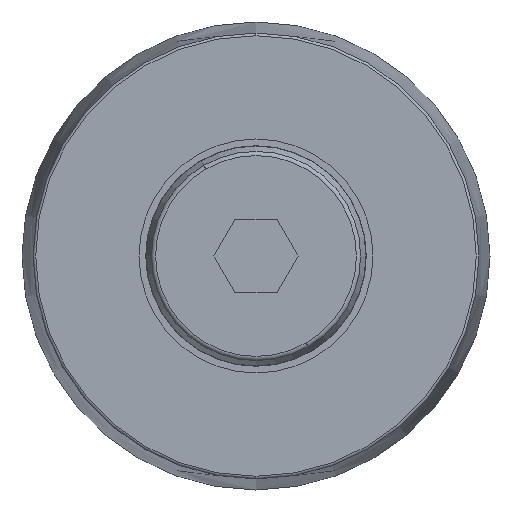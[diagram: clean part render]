
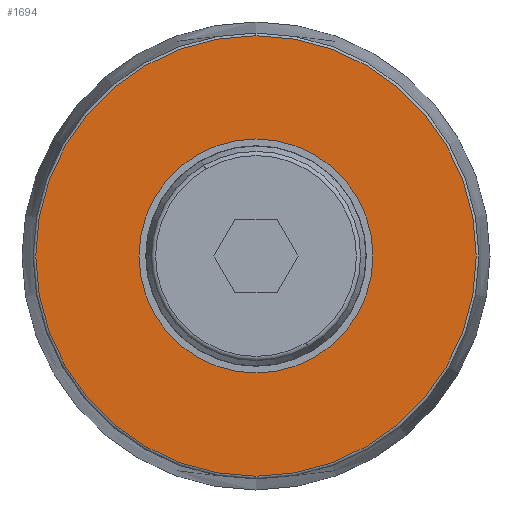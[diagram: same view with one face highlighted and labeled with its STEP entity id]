
A CAD part, left-side view. The second image highlights one B-rep face of the part: STEP entity #1694.
In plain terms, the highlighted planar face has unit normal (-1, 0, 0).
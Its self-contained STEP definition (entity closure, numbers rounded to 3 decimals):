
#156 = EDGE_CURVE ( 'NONE', #404, #1819, #431, .T. ) ;
#164 = AXIS2_PLACEMENT_3D ( 'NONE', #4127, #2396, #363 ) ;
#324 = EDGE_CURVE ( 'NONE', #3278, #2732, #2931, .T. ) ;
#363 = DIRECTION ( 'NONE',  ( 0., 0., -1. ) ) ;
#376 = CARTESIAN_POINT ( 'NONE',  ( 0., 0., 0. ) ) ;
#404 = VERTEX_POINT ( 'NONE', #2126 ) ;
#431 = CIRCLE ( 'NONE', #2430, 13. ) ;
#436 = EDGE_CURVE ( 'NONE', #1819, #404, #2872, .T. ) ;
#463 = FACE_OUTER_BOUND ( 'NONE', #1247, .T. ) ;
#470 = DIRECTION ( 'NONE',  ( -1., 0., 0. ) ) ;
#487 = CARTESIAN_POINT ( 'NONE',  ( 0., 0., 0. ) ) ;
#520 = FACE_BOUND ( 'NONE', #3566, .T. ) ;
#547 = PLANE ( 'NONE',  #1378 ) ;
#912 = CARTESIAN_POINT ( 'NONE',  ( 0., 0., 24.472 ) ) ;
#1009 = DIRECTION ( 'NONE',  ( 0., 0., 1. ) ) ;
#1142 = CARTESIAN_POINT ( 'NONE',  ( 0., 0., -13. ) ) ;
#1247 = EDGE_LOOP ( 'NONE', ( #2370, #4199 ) ) ;
#1308 = CARTESIAN_POINT ( 'NONE',  ( 0., 13., 0. ) ) ;
#1378 = AXIS2_PLACEMENT_3D ( 'NONE', #1308, #4074, #4409 ) ;
#1694 = ADVANCED_FACE ( 'NONE', ( #463, #520 ), #547, .F. ) ;
#1819 = VERTEX_POINT ( 'NONE', #1142 ) ;
#1832 = AXIS2_PLACEMENT_3D ( 'NONE', #2848, #470, #4221 ) ;
#1882 = DIRECTION ( 'NONE',  ( -1., 0., 0. ) ) ;
#1969 = CARTESIAN_POINT ( 'NONE',  ( 0., 0., -24.472 ) ) ;
#2032 = ORIENTED_EDGE ( 'NONE', *, *, #156, .F. ) ;
#2126 = CARTESIAN_POINT ( 'NONE',  ( 0., 0., 13. ) ) ;
#2298 = CIRCLE ( 'NONE', #164, 24.472 ) ;
#2370 = ORIENTED_EDGE ( 'NONE', *, *, #324, .T. ) ;
#2396 = DIRECTION ( 'NONE',  ( -1., 0., 0. ) ) ;
#2430 = AXIS2_PLACEMENT_3D ( 'NONE', #376, #3110, #1009 ) ;
#2732 = VERTEX_POINT ( 'NONE', #912 ) ;
#2801 = EDGE_CURVE ( 'NONE', #2732, #3278, #2298, .T. ) ;
#2848 = CARTESIAN_POINT ( 'NONE',  ( 0., 0., 0. ) ) ;
#2872 = CIRCLE ( 'NONE', #3357, 13. ) ;
#2931 = CIRCLE ( 'NONE', #1832, 24.472 ) ;
#3110 = DIRECTION ( 'NONE',  ( -1., 0., 0. ) ) ;
#3278 = VERTEX_POINT ( 'NONE', #1969 ) ;
#3357 = AXIS2_PLACEMENT_3D ( 'NONE', #487, #1882, #3615 ) ;
#3488 = ORIENTED_EDGE ( 'NONE', *, *, #436, .F. ) ;
#3566 = EDGE_LOOP ( 'NONE', ( #2032, #3488 ) ) ;
#3615 = DIRECTION ( 'NONE',  ( 0., 0., 1. ) ) ;
#4074 = DIRECTION ( 'NONE',  ( 1., 0., 0. ) ) ;
#4127 = CARTESIAN_POINT ( 'NONE',  ( 0., 0., 0. ) ) ;
#4199 = ORIENTED_EDGE ( 'NONE', *, *, #2801, .T. ) ;
#4221 = DIRECTION ( 'NONE',  ( 0., 0., -1. ) ) ;
#4409 = DIRECTION ( 'NONE',  ( 0., 0., -1. ) ) ;
